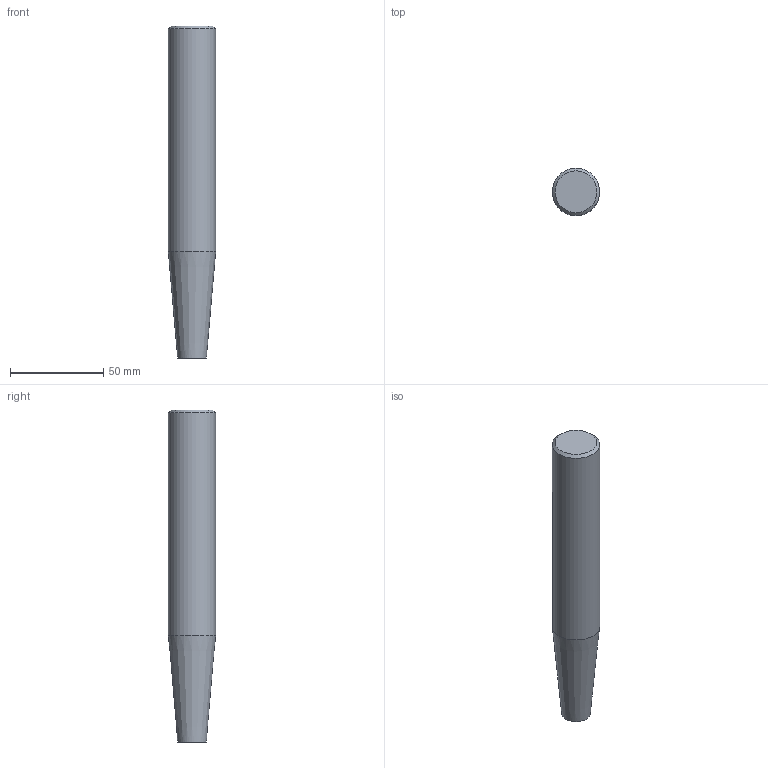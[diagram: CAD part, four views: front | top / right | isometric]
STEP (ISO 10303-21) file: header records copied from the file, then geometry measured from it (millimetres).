
FILE_DESCRIPTION(/* description */ (''),/* implementation_level */ '2;1');
FILE_NAME(/* name */ 'XE161.00J3-7.00-05.0S_Basic.stp',/* time_stamp */ '2022-07-29T16:30:34+05:00',/* author */ (''),/* organization */ (''),/* preprocessor_version */ 'ST-DEVELOPER v16.7',/* originating_system */ 'SIEMENS PLM Software NX 12.0',/* authorisation */ '');
FILE_SCHEMA (('AUTOMOTIVE_DESIGN { 1 0 10303 214 3 1 1 1 }'));
Length unit declared in the file: millimetre
Products named in the file (1): inco4FC439F6rx1x
Bounding box: 25.39 x 25.39 x 177.8 mm (x, y, z)
Volume: 78744 mm3; surface area: 14510.9 mm2
Topology: 1 solids, 1 shells, 29 faces, 75 edges, 51 vertices
Faces by surface type: bspline 10, cone 7, torus 5, plane 4, cylinder 3
Full cylindrical faces by diameter (mm): 7.05 x1, 11.486 x1, 25.393 x1
Entity records: 5955 total; most frequent: CARTESIAN_POINT 5351, ORIENTED_EDGE 116, DIRECTION 85, EDGE_CURVE 58, VERTEX_POINT 43, AXIS2_PLACEMENT_3D 41, EDGE_LOOP 40, B_SPLINE_CURVE_WITH_KNOTS 36
